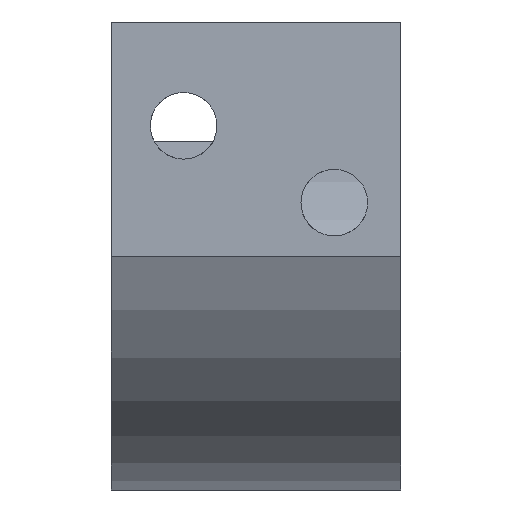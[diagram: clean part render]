
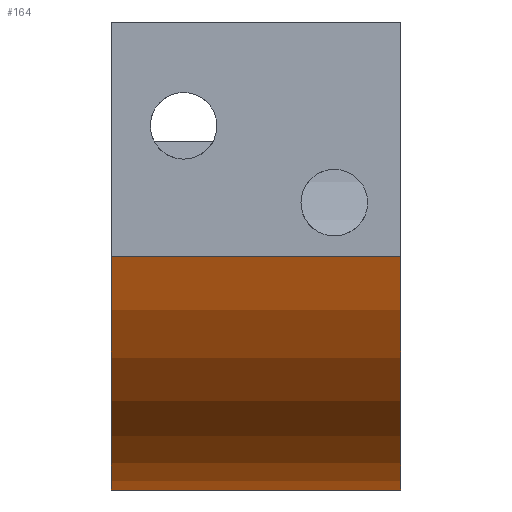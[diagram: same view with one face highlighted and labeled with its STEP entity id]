
A CAD part, left-side view. The second image highlights one B-rep face of the part: STEP entity #164.
In plain terms, the highlighted cylindrical face has radius 12 mm (diameter 24 mm), a partial arc.
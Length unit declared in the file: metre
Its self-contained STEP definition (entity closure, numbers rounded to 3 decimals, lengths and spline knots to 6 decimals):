
#17=CIRCLE('',#192,0.012);
#18=CIRCLE('',#193,0.012);
#22=CYLINDRICAL_SURFACE('',#191,0.012);
#48=ORIENTED_EDGE('',*,*,#86,.T.);
#49=ORIENTED_EDGE('',*,*,#70,.F.);
#50=ORIENTED_EDGE('',*,*,#87,.F.);
#51=ORIENTED_EDGE('',*,*,#84,.T.);
#70=EDGE_CURVE('',#91,#89,#106,.T.);
#84=EDGE_CURVE('',#102,#101,#113,.T.);
#86=EDGE_CURVE('',#101,#89,#17,.T.);
#87=EDGE_CURVE('',#102,#91,#18,.T.);
#89=VERTEX_POINT('',#248);
#91=VERTEX_POINT('',#252);
#101=VERTEX_POINT('',#295);
#102=VERTEX_POINT('',#297);
#106=LINE('',#253,#118);
#113=LINE('',#296,#125);
#118=VECTOR('',#205,1.);
#125=VECTOR('',#228,1.);
#134=EDGE_LOOP('',(#48,#49,#50,#51));
#148=FACE_BOUND('',#134,.T.);
#164=ADVANCED_FACE('',(#148),#22,.T.);
#191=AXIS2_PLACEMENT_3D('',#299,#230,#231);
#192=AXIS2_PLACEMENT_3D('',#300,#232,#233);
#193=AXIS2_PLACEMENT_3D('',#301,#234,#235);
#205=DIRECTION('',(0.,1.,0.));
#228=DIRECTION('',(0.,1.,0.));
#230=DIRECTION('',(0.,1.,0.));
#231=DIRECTION('',(0.,0.,1.));
#232=DIRECTION('',(0.,-1.,0.));
#233=DIRECTION('',(0.,0.,-1.));
#234=DIRECTION('',(0.,-1.,0.));
#235=DIRECTION('',(0.,0.,-1.));
#248=CARTESIAN_POINT('',(0.054682,0.005,0.181836));
#252=CARTESIAN_POINT('',(0.054682,-0.005,0.181836));
#253=CARTESIAN_POINT('',(0.054682,-0.005,0.181836));
#295=CARTESIAN_POINT('',(0.031449,0.005,0.179544));
#296=CARTESIAN_POINT('',(0.031449,-0.005,0.179544));
#297=CARTESIAN_POINT('',(0.031449,-0.005,0.179544));
#299=CARTESIAN_POINT('',(0.042793,-0.005,0.183459));
#300=CARTESIAN_POINT('',(0.042793,0.005,0.183459));
#301=CARTESIAN_POINT('',(0.042793,-0.005,0.183459));
